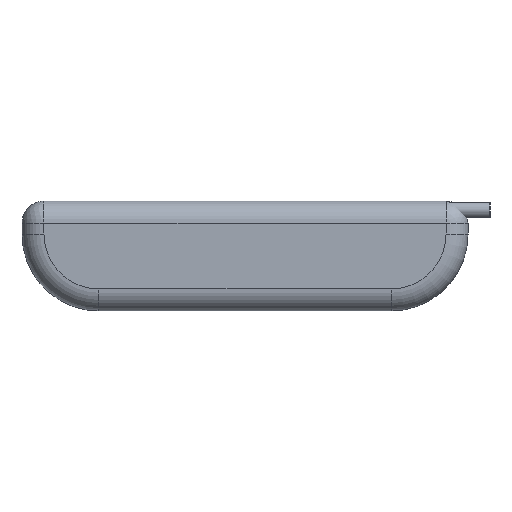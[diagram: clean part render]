
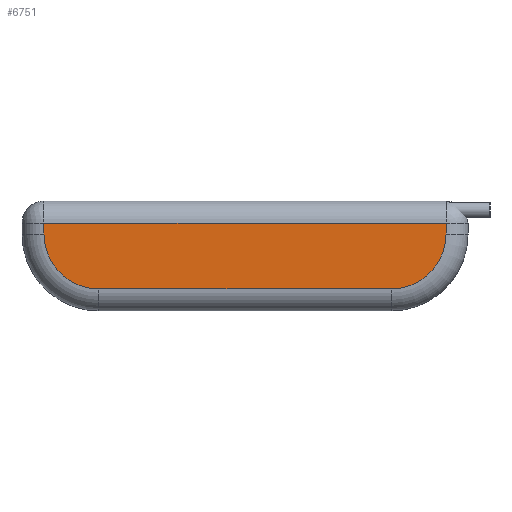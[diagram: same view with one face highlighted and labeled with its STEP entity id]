
A CAD part, left-side view. The second image highlights one B-rep face of the part: STEP entity #6751.
In plain terms, the highlighted planar face has unit normal (-1, 0, 0).
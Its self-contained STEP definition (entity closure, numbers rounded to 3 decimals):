
#409=PLANE('',#6945);
#903=LINE('',#13689,#1410);
#905=LINE('',#13701,#1412);
#906=LINE('',#13707,#1413);
#908=LINE('',#13717,#1415);
#1410=VECTOR('',#7731,10.);
#1412=VECTOR('',#7745,10.);
#1413=VECTOR('',#7750,10.);
#1415=VECTOR('',#7764,10.);
#1806=FACE_OUTER_BOUND('',#2201,.T.);
#2201=EDGE_LOOP('',(#6346,#6347,#6348,#6349,#6350,#6351));
#2689=CIRCLE('',#6923,2.5);
#2694=CIRCLE('',#6931,2.5);
#3347=VERTEX_POINT('',#13682);
#3350=VERTEX_POINT('',#13687);
#3351=VERTEX_POINT('',#13691);
#3353=VERTEX_POINT('',#13697);
#3356=VERTEX_POINT('',#13704);
#3357=VERTEX_POINT('',#13706);
#4337=EDGE_CURVE('',#3350,#3347,#903,.T.);
#4340=EDGE_CURVE('',#3347,#3351,#2689,.T.);
#4343=EDGE_CURVE('',#3351,#3353,#905,.T.);
#4345=EDGE_CURVE('',#3356,#3357,#906,.T.);
#4349=EDGE_CURVE('',#3353,#3356,#2694,.T.);
#4351=EDGE_CURVE('',#3357,#3350,#908,.T.);
#6346=ORIENTED_EDGE('',*,*,#4345,.F.);
#6347=ORIENTED_EDGE('',*,*,#4349,.F.);
#6348=ORIENTED_EDGE('',*,*,#4343,.F.);
#6349=ORIENTED_EDGE('',*,*,#4340,.F.);
#6350=ORIENTED_EDGE('',*,*,#4337,.F.);
#6351=ORIENTED_EDGE('',*,*,#4351,.F.);
#6751=ADVANCED_FACE('',(#1806),#409,.T.);
#6923=AXIS2_PLACEMENT_3D('',#13695,#7738,#7739);
#6931=AXIS2_PLACEMENT_3D('',#13713,#7758,#7759);
#6945=AXIS2_PLACEMENT_3D('',#13743,#7795,#7796);
#7731=DIRECTION('',(0.,0.,-1.));
#7738=DIRECTION('center_axis',(1.,0.,0.));
#7739=DIRECTION('ref_axis',(0.,-0.707,-0.707));
#7745=DIRECTION('',(0.,1.,0.));
#7750=DIRECTION('',(0.,0.,1.));
#7758=DIRECTION('center_axis',(1.,0.,0.));
#7759=DIRECTION('ref_axis',(0.,0.707,-0.707));
#7764=DIRECTION('',(0.,-1.,0.));
#7795=DIRECTION('center_axis',(-1.,0.,0.));
#7796=DIRECTION('ref_axis',(0.,-1.,0.));
#13682=CARTESIAN_POINT('',(0.,-19.3,3.5));
#13687=CARTESIAN_POINT('',(0.,-19.3,4.));
#13689=CARTESIAN_POINT('',(0.,-19.3,0.));
#13691=CARTESIAN_POINT('',(0.,-16.8,1.));
#13695=CARTESIAN_POINT('Origin',(0.,-16.8,3.5));
#13697=CARTESIAN_POINT('',(0.,-3.5,1.));
#13701=CARTESIAN_POINT('',(0.,-5.075,1.));
#13704=CARTESIAN_POINT('',(0.,-1.,3.5));
#13706=CARTESIAN_POINT('',(0.,-1.,4.));
#13707=CARTESIAN_POINT('',(0.,-1.,0.));
#13713=CARTESIAN_POINT('Origin',(0.,-3.5,3.5));
#13717=CARTESIAN_POINT('',(0.,-5.075,4.));
#13743=CARTESIAN_POINT('Origin',(0.,0.,0.));
